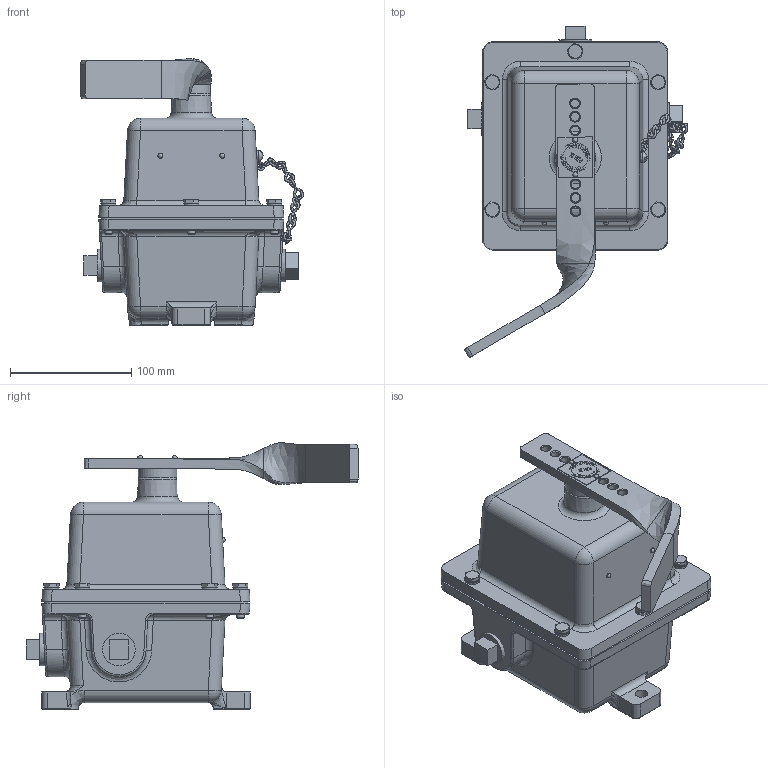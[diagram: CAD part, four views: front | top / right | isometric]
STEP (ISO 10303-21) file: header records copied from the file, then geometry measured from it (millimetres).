
FILE_DESCRIPTION(/* description */ ('Model RSB'),/* implementation_level */ '2;1');
FILE_NAME(/* name */ 'RSB.stp',/* time_stamp */ '2014-02-04T16:00:31-05:00',/* author */ ('GL'),/* organization */ ('Conveyor Components Company, Division of Material Control, Inc.'),/* preprocessor_version */ 'ST-DEVELOPER v15.2',/* originating_system */ 'Autodesk Inventor 2014',/* authorisation */ 'GL');
FILE_SCHEMA (('AUTOMOTIVE_DESIGN { 1 0 10303 214 3 1 1 }'));
Length unit declared in the file: inch
Products named in the file (26): 20170043; 22013426; 22011075; 20178816; 20170120; 22011083; 20170055; RS-29; 22013064; 22011073; 20170013; 20170062; 20170090; 20170162; 22016101; 20170004; 22016111; 20170157; 20170017_Welds; 20170057; 20170016; 20170017; 20170165; 20170168; 20170148; RSB
Bounding box: 183.94 x 273.32 x 219.56 mm (x, y, z)
Volume: 1225093.5 mm3; surface area: 357130.9 mm2
Topology: 43 solids, 43 shells, 1204 faces, 2936 edges, 1816 vertices
Faces by surface type: plane 584, cylinder 299, bspline 187, cone 68, sphere 49, torus 17
Full cylindrical faces by diameter (mm): 2.032 x4, 2.38 x4, 2.388 x2, 2.464 x4, 3.962 x4, 4.826 x4, 4.953 x2, 4.978 x8, 6.35 x6, 7.142 x18, 9.474 x2, 10.001 x6, 10.317 x3, 11.176 x2, 14.097 x1, 16.713 x1, 19.05 x2, 19.08 x1, 19.126 x2, 22.631 x3, 31.75 x1
Entity records: 36170 total; most frequent: CARTESIAN_POINT 13861, ORIENTED_EDGE 4418, DIRECTION 4408, EDGE_CURVE 2209, AXIS2_PLACEMENT_3D 1548, VERTEX_POINT 1415, LINE 1312, VECTOR 1312
